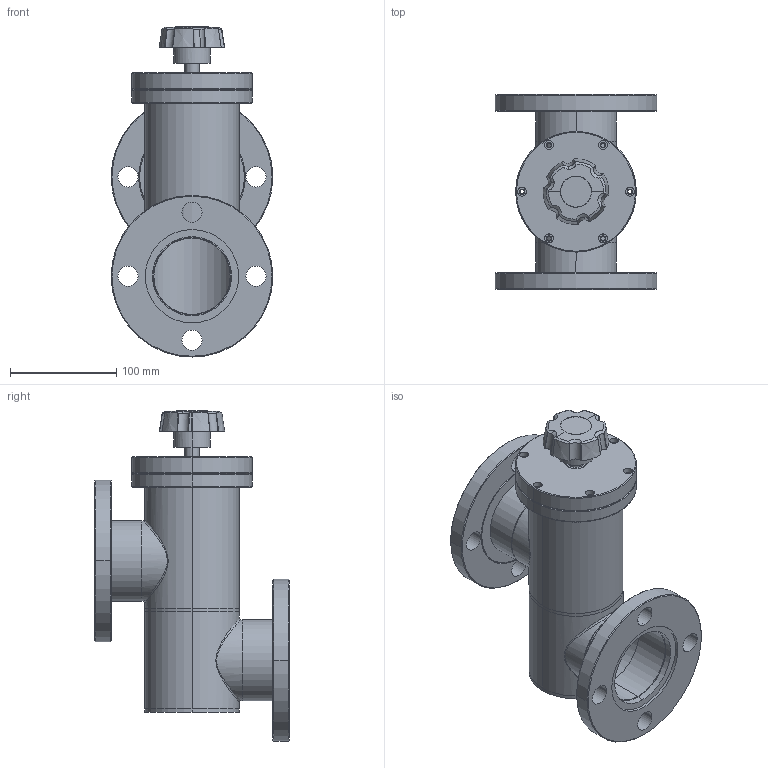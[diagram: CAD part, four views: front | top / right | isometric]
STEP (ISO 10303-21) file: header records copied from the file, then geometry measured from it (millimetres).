
FILE_DESCRIPTION (( 'STEP AP214' ), '1' );
FILE_NAME ('L-300-H-ASA_INLINE_VALVE_VITON_BONNET_MANUAL.STEP', '2020-04-04T02:19:06', ( 'admin' ), ( 'Microsoft' ), 'SwSTEP 2.0', 'SolidWorks 2016', '' );
FILE_SCHEMA (( 'AUTOMOTIVE_DESIGN' ));
Length unit declared in the file: inch
Products named in the file (1): L-300-H-ASA_INLINE_VALVE_VITON_BONNET_MANUAL
Bounding box: 152.4 x 183.49 x 311.21 mm (x, y, z)
Volume: 834562 mm3; surface area: 347389 mm2
Topology: 15 solids, 15 shells, 381 faces, 936 edges, 613 vertices
Faces by surface type: cylinder 178, plane 90, cone 89, bspline 24
Entity records: 16221 total; most frequent: CARTESIAN_POINT 6970, DIRECTION 1883, ORIENTED_EDGE 1872, EDGE_CURVE 936, AXIS2_PLACEMENT_3D 800, VERTEX_POINT 613, EDGE_LOOP 479, CIRCLE 442
